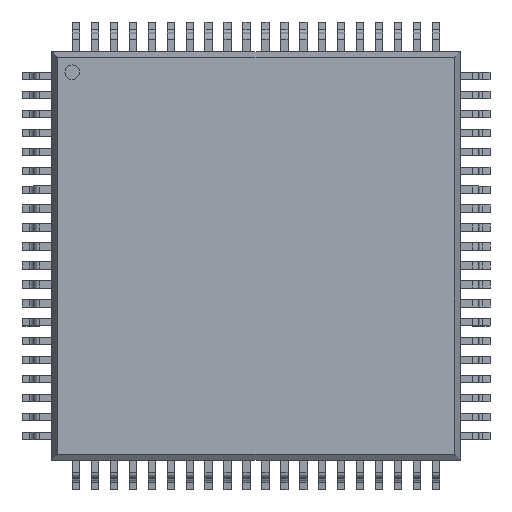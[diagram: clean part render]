
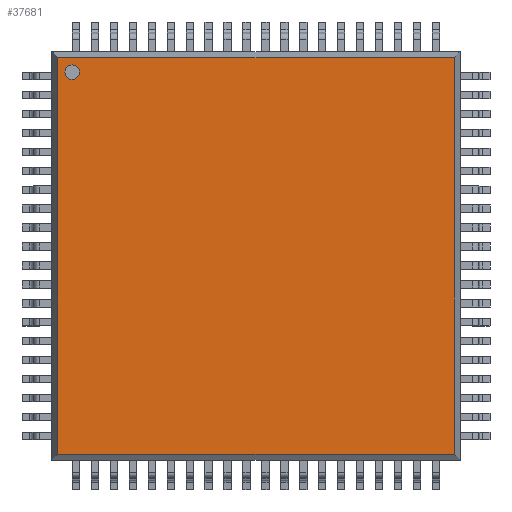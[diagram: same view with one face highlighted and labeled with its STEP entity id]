
A CAD part, top view. The second image highlights one B-rep face of the part: STEP entity #37681.
In plain terms, the highlighted free-form (B-spline) face has degree [1, 1] with [2, 2] control points.
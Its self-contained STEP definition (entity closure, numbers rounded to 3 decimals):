
#37279=CARTESIAN_POINT('',(-6.05,6.3,1.6));
#37280=VERTEX_POINT('',#37279);
#37289=CARTESIAN_POINT('',(-6.55,6.3,1.6));
#37290=VERTEX_POINT('',#37289);
#37291=CARTESIAN_POINT('',(-6.3,6.3,1.6));
#37292=DIRECTION('',(0.0,0.0,-1.0));
#37293=DIRECTION('',(1.0,0.0,0.0));
#37294=AXIS2_PLACEMENT_3D('',#37291,#37292,#37293);
#37295=CIRCLE('',#37294,0.25);
#37296=EDGE_CURVE('',#37290,#37280,#37295,.T.);
#37330=CARTESIAN_POINT('',(-6.3,6.3,1.6));
#37331=DIRECTION('',(0.0,0.0,-1.0));
#37332=DIRECTION('',(1.0,0.0,0.0));
#37333=AXIS2_PLACEMENT_3D('',#37330,#37331,#37332);
#37334=CIRCLE('',#37333,0.25);
#37335=EDGE_CURVE('',#37280,#37290,#37334,.T.);
#37546=CARTESIAN_POINT('',(6.8,6.8,1.6));
#37547=VERTEX_POINT('',#37546);
#37548=CARTESIAN_POINT('',(6.8,-6.8,1.6));
#37549=VERTEX_POINT('',#37548);
#37550=CARTESIAN_POINT('',(6.8,6.8,1.6));
#37551=DIRECTION('',(0.0,-1.0,0.0));
#37552=VECTOR('',#37551,13.6);
#37553=LINE('',#37550,#37552);
#37554=EDGE_CURVE('',#37547,#37549,#37553,.T.);
#37577=CARTESIAN_POINT('',(-6.8,-6.8,1.6));
#37578=VERTEX_POINT('',#37577);
#37579=CARTESIAN_POINT('',(-6.8,6.8,1.6));
#37580=VERTEX_POINT('',#37579);
#37581=CARTESIAN_POINT('',(-6.8,-6.8,1.6));
#37582=DIRECTION('',(0.0,1.0,0.0));
#37583=VECTOR('',#37582,13.6);
#37584=LINE('',#37581,#37583);
#37585=EDGE_CURVE('',#37578,#37580,#37584,.T.);
#37615=CARTESIAN_POINT('',(-6.8,6.8,1.6));
#37616=DIRECTION('',(1.0,0.0,0.0));
#37617=VECTOR('',#37616,13.6);
#37618=LINE('',#37615,#37617);
#37619=EDGE_CURVE('',#37580,#37547,#37618,.T.);
#37637=CARTESIAN_POINT('',(6.8,-6.8,1.6));
#37638=DIRECTION('',(-1.0,0.0,0.0));
#37639=VECTOR('',#37638,13.6);
#37640=LINE('',#37637,#37639);
#37641=EDGE_CURVE('',#37549,#37578,#37640,.T.);
#37666=CARTESIAN_POINT('',(-6.8,-6.8,1.6));
#37667=CARTESIAN_POINT('',(6.8,-6.8,1.6));
#37668=CARTESIAN_POINT('',(-6.8,6.8,1.6));
#37669=CARTESIAN_POINT('',(6.8,6.8,1.6));
#37670=B_SPLINE_SURFACE_WITH_KNOTS('',1,1,((#37666,#37668),(#37667,#37669)),.UNSPECIFIED.,.F.,.F.,.U.,(2,2),(2,2),(0.0,13.6),(0.0,13.6),.UNSPECIFIED.);
#37671=ORIENTED_EDGE('',*,*,#37585,.F.);
#37672=ORIENTED_EDGE('',*,*,#37641,.F.);
#37673=ORIENTED_EDGE('',*,*,#37554,.F.);
#37674=ORIENTED_EDGE('',*,*,#37619,.F.);
#37675=EDGE_LOOP('',(#37671,#37672,#37673,#37674));
#37676=FACE_OUTER_BOUND('',#37675,.T.);
#37677=ORIENTED_EDGE('',*,*,#37335,.T.);
#37678=ORIENTED_EDGE('',*,*,#37296,.T.);
#37679=EDGE_LOOP('',(#37677,#37678));
#37680=FACE_BOUND('',#37679,.T.);
#37681=ADVANCED_FACE('',(#37676,#37680),#37670,.T.);
